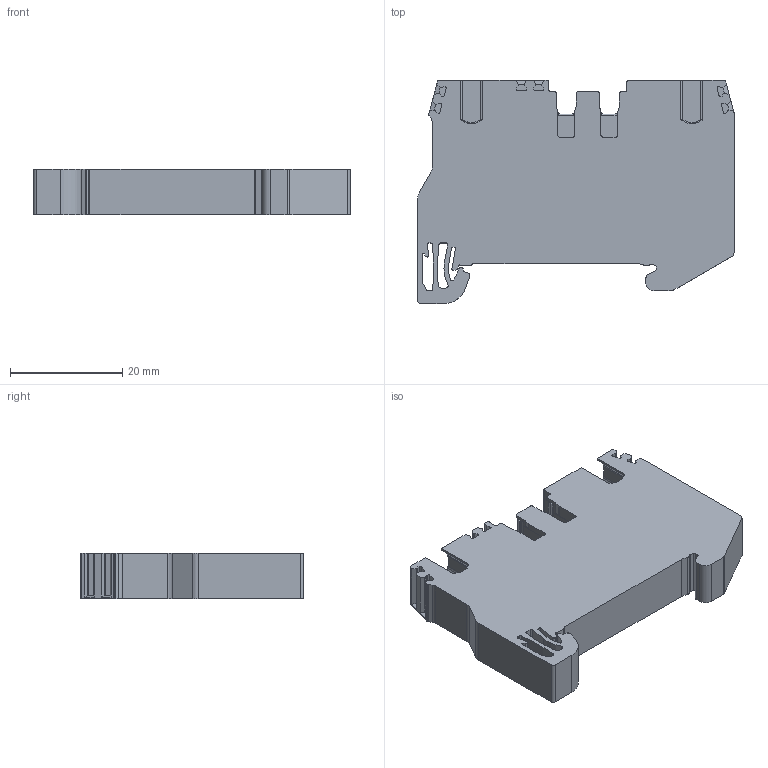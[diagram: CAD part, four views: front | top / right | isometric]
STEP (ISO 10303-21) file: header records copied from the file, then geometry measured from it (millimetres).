
FILE_DESCRIPTION(('FreeCAD Model'),'2;1');
FILE_NAME('3277_FRKI_6-10.stp','2018-09-05T10:16:39',('Author'),(''), 'Open CASCADE STEP processor 7.2','FreeCAD','Unknown');
FILE_SCHEMA(('AUTOMOTIVE_DESIGN { 1 0 10303 214 1 1 1 1 }'));
Products named in the file (1): 3277_FRKI_6-10
Bounding box: 56.5 x 39.8 x 8.1 mm (x, y, z)
Volume: 13313.9 mm3; surface area: 6634.9 mm2
Topology: 1 solids, 1 shells, 449 faces, 1283 edges, 834 vertices
Faces by surface type: plane 222, cylinder 167, bspline 44, cone 8, torus 8
Entity records: 43293 total; most frequent: CARTESIAN_POINT 18785, DIRECTION 4327, LINE 2651, VECTOR 2651, ORIENTED_EDGE 2566, PCURVE 2566, DEFINITIONAL_REPRESENTATION 2566, EDGE_CURVE 1283
